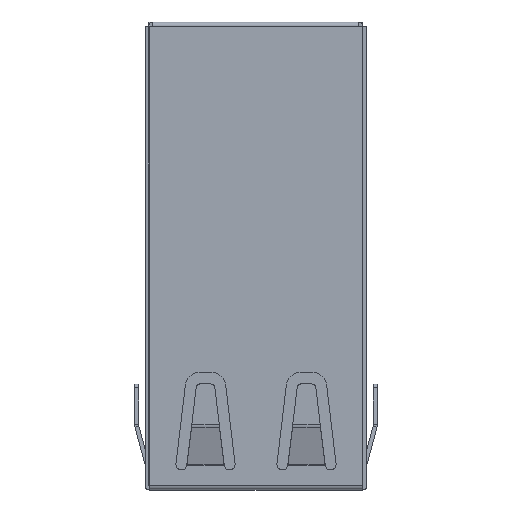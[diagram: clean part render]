
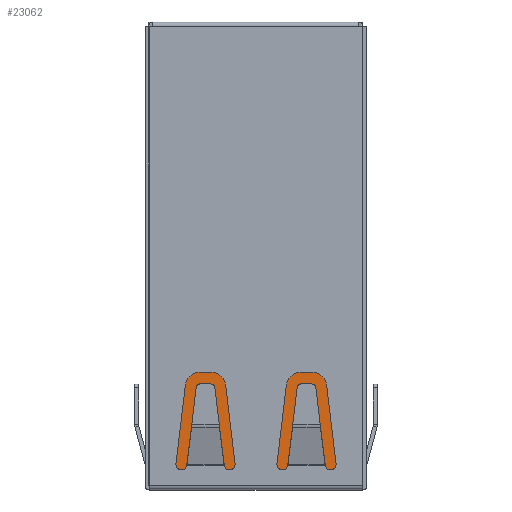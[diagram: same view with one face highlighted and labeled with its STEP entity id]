
A CAD part, top view. The second image highlights one B-rep face of the part: STEP entity #23062.
In plain terms, the highlighted planar face has unit normal (0, 0, 1).
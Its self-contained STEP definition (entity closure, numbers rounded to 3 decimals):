
#364 = VERTEX_POINT ( 'NONE', #7950 ) ;
#1678 = EDGE_CURVE ( 'NONE', #16304, #364, #29007, .T. ) ;
#2756 = VECTOR ( 'NONE', #10081, 1000. ) ;
#3812 = ORIENTED_EDGE ( 'NONE', *, *, #1678, .T. ) ;
#5322 = CARTESIAN_POINT ( 'NONE',  ( 0., 0., 12.7 ) ) ;
#5353 = ORIENTED_EDGE ( 'NONE', *, *, #19913, .T. ) ;
#6073 = EDGE_LOOP ( 'NONE', ( #24305, #3812, #21295, #5353 ) ) ;
#6905 = CARTESIAN_POINT ( 'NONE',  ( 0., 0., 12.7 ) ) ;
#7950 = CARTESIAN_POINT ( 'NONE',  ( 15.65, 32.6, 12.7 ) ) ;
#8927 = LINE ( 'NONE', #6905, #26178 ) ;
#9573 = AXIS2_PLACEMENT_3D ( 'NONE', #9638, #25352, #11907 ) ;
#9638 = CARTESIAN_POINT ( 'NONE',  ( 0., 0., 12.7 ) ) ;
#10081 = DIRECTION ( 'NONE',  ( -1., 0., 0. ) ) ;
#10333 = VECTOR ( 'NONE', #27987, 1000. ) ;
#11255 = VERTEX_POINT ( 'NONE', #5322 ) ;
#11446 = CARTESIAN_POINT ( 'NONE',  ( 0., 32.6, 12.7 ) ) ;
#11907 = DIRECTION ( 'NONE',  ( 1., 0., 0. ) ) ;
#12545 = CARTESIAN_POINT ( 'NONE',  ( 15.65, 0., 12.7 ) ) ;
#14075 = FACE_OUTER_BOUND ( 'NONE', #6073, .T. ) ;
#16304 = VERTEX_POINT ( 'NONE', #21545 ) ;
#16327 = LINE ( 'NONE', #21222, #10333 ) ;
#19662 = EDGE_CURVE ( 'NONE', #11255, #16304, #8927, .T. ) ;
#19913 = EDGE_CURVE ( 'NONE', #22564, #11255, #16327, .T. ) ;
#20546 = EDGE_CURVE ( 'NONE', #364, #22564, #20787, .T. ) ;
#20787 = LINE ( 'NONE', #25793, #2756 ) ;
#21222 = CARTESIAN_POINT ( 'NONE',  ( 0., 0., 12.7 ) ) ;
#21295 = ORIENTED_EDGE ( 'NONE', *, *, #20546, .T. ) ;
#21545 = CARTESIAN_POINT ( 'NONE',  ( 15.65, 0., 12.7 ) ) ;
#22564 = VERTEX_POINT ( 'NONE', #11446 ) ;
#22720 = DIRECTION ( 'NONE',  ( 1., 0., 0. ) ) ;
#23042 = VECTOR ( 'NONE', #28341, 1000. ) ;
#23062 = ADVANCED_FACE ( 'NONE', ( #14075 ), #27518, .T. ) ;
#24305 = ORIENTED_EDGE ( 'NONE', *, *, #19662, .T. ) ;
#25352 = DIRECTION ( 'NONE',  ( 0., 0., 1. ) ) ;
#25793 = CARTESIAN_POINT ( 'NONE',  ( 0., 32.6, 12.7 ) ) ;
#26178 = VECTOR ( 'NONE', #22720, 1000. ) ;
#27518 = PLANE ( 'NONE',  #9573 ) ;
#27987 = DIRECTION ( 'NONE',  ( 0., -1., 0. ) ) ;
#28341 = DIRECTION ( 'NONE',  ( 0., 1., 0. ) ) ;
#29007 = LINE ( 'NONE', #12545, #23042 ) ;
